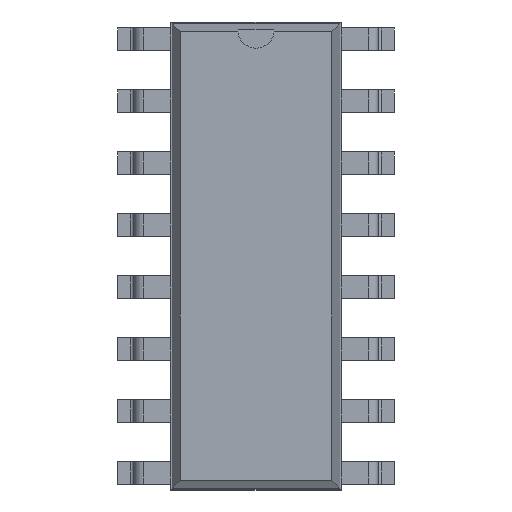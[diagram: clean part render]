
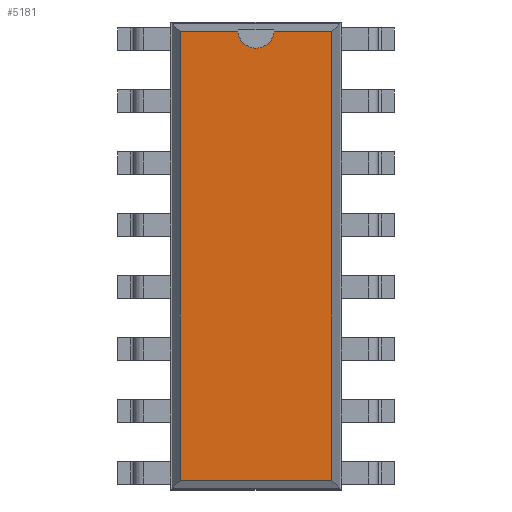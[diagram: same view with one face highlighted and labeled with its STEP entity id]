
A CAD part, top view. The second image highlights one B-rep face of the part: STEP entity #5181.
In plain terms, the highlighted planar face has unit normal (0, 0, 1).
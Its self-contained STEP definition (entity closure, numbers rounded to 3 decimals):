
#26=VECTOR('',#27,1.);
#27=DIRECTION('',(0.,1.,0.));
#33=VECTOR('',#34,1.);
#34=DIRECTION('',(-1.,0.,0.));
#40=VECTOR('',#41,1.);
#41=DIRECTION('',(0.,-1.,0.));
#45=VECTOR('',#46,1.);
#46=DIRECTION('',(1.,0.,0.));
#49=DIRECTION('',(0.,0.,-1.));
#1050=DIRECTION('',(0.,0.,-1.));
#3495=VERTEX_POINT('',#3496);
#3496=CARTESIAN_POINT('',(3.101,9.19,3.68));
#3498=ORIENTED_EDGE('',*,*,#3499,.F.);
#3499=EDGE_CURVE('',#3500,#3495,#3502,.T.);
#3500=VERTEX_POINT('',#3501);
#3501=CARTESIAN_POINT('',(3.101,-9.19,3.68));
#3502=LINE('',#3501,#26);
#4306=VERTEX_POINT('',#4307);
#4307=CARTESIAN_POINT('',(-3.101,9.19,3.68));
#4309=ORIENTED_EDGE('',*,*,#4310,.F.);
#4310=EDGE_CURVE('',#4311,#4306,#4313,.T.);
#4311=VERTEX_POINT('',#4312);
#4312=CARTESIAN_POINT('',(-0.746,9.19,3.68));
#4313=LINE('',#3496,#33);
#4332=VERTEX_POINT('',#4333);
#4333=CARTESIAN_POINT('',(0.746,9.19,3.68));
#4339=ORIENTED_EDGE('',*,*,#4340,.F.);
#4340=EDGE_CURVE('',#3495,#4332,#4313,.T.);
#4372=VERTEX_POINT('',#4373);
#4373=CARTESIAN_POINT('',(-3.101,-9.19,3.68));
#4375=ORIENTED_EDGE('',*,*,#4376,.F.);
#4376=EDGE_CURVE('',#4306,#4372,#4377,.T.);
#4377=LINE('',#4307,#40);
#5176=ORIENTED_EDGE('',*,*,#5177,.F.);
#5177=EDGE_CURVE('',#4372,#3500,#5178,.T.);
#5178=LINE('',#4373,#45);
#5181=ADVANCED_FACE('',(#5182),#5193,.F.);
#5182=FACE_BOUND('',#5183,.F.);
#5183=EDGE_LOOP('',(#3498,#5176,#4375,#4309,#5184,#5191,#4339));
#5184=ORIENTED_EDGE('',*,*,#5185,.F.);
#5185=EDGE_CURVE('',#5186,#4311,#5188,.T.);
#5186=VERTEX_POINT('',#5187);
#5187=CARTESIAN_POINT('',(0.,8.515,3.68));
#5188=CIRCLE('',#5189,0.75);
#5189=AXIS2_PLACEMENT_3D('',#5190,#1050,#41);
#5190=CARTESIAN_POINT('',(0.,9.265,3.68));
#5191=ORIENTED_EDGE('',*,*,#5192,.F.);
#5192=EDGE_CURVE('',#4332,#5186,#5188,.T.);
#5193=PLANE('',#5194);
#5194=AXIS2_PLACEMENT_3D('',#3501,#49,#5195);
#5195=DIRECTION('',(-0.32,0.948,0.));
